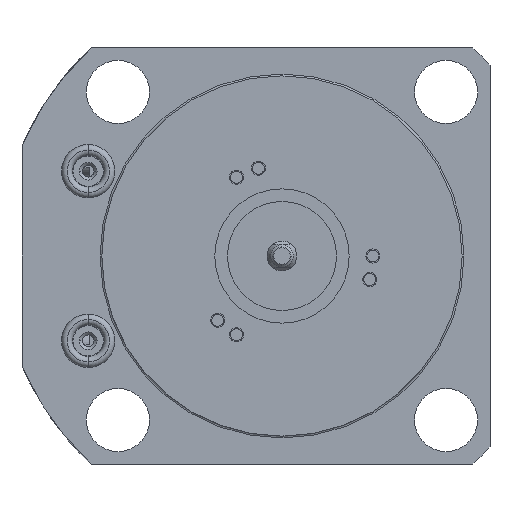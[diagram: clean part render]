
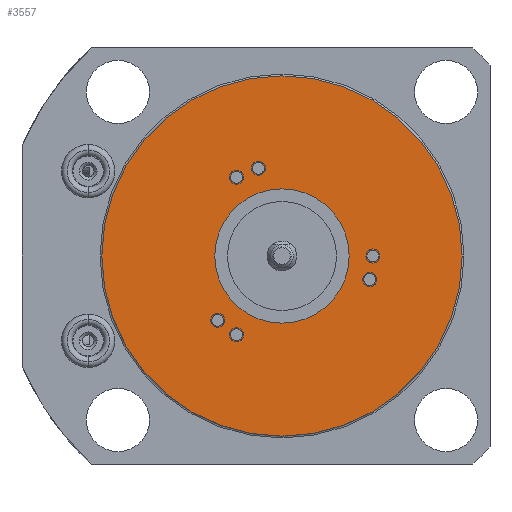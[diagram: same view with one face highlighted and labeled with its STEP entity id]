
A CAD part, front view. The second image highlights one B-rep face of the part: STEP entity #3557.
In plain terms, the highlighted planar face has unit normal (0, -1, 0).
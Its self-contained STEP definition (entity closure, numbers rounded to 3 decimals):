
#1153=CARTESIAN_POINT('',(0.,0.,0.));
#1154=DIRECTION('',(0.,-1.,0.));
#1155=DIRECTION('',(0.,0.,1.));
#1156=AXIS2_PLACEMENT_3D('',#1153,#1154,#1155);
#1158=CARTESIAN_POINT('',(0.,0.,0.));
#1159=DIRECTION('',(0.,-1.,0.));
#1160=DIRECTION('',(0.,0.,-1.));
#1161=AXIS2_PLACEMENT_3D('',#1158,#1159,#1160);
#1173=CARTESIAN_POINT('',(19.431,0.,0.));
#1174=DIRECTION('',(0.,-1.,0.));
#1175=DIRECTION('',(0.,0.,1.));
#1176=AXIS2_PLACEMENT_3D('',#1173,#1174,#1175);
#1178=CARTESIAN_POINT('',(19.431,0.,0.));
#1179=DIRECTION('',(0.,-1.,0.));
#1180=DIRECTION('',(0.,0.,-1.));
#1181=AXIS2_PLACEMENT_3D('',#1178,#1179,#1180);
#1183=CARTESIAN_POINT('',(18.769,0.,-5.029));
#1184=DIRECTION('',(0.,-1.,0.));
#1185=DIRECTION('',(0.,0.,1.));
#1186=AXIS2_PLACEMENT_3D('',#1183,#1184,#1185);
#1188=CARTESIAN_POINT('',(18.769,0.,-5.029));
#1189=DIRECTION('',(0.,-1.,0.));
#1190=DIRECTION('',(0.,0.,-1.));
#1191=AXIS2_PLACEMENT_3D('',#1188,#1189,#1190);
#1193=CARTESIAN_POINT('',(-9.716,0.,16.828));
#1194=DIRECTION('',(0.,-1.,0.));
#1195=DIRECTION('',(0.,0.,1.));
#1196=AXIS2_PLACEMENT_3D('',#1193,#1194,#1195);
#1198=CARTESIAN_POINT('',(-9.716,0.,16.828));
#1199=DIRECTION('',(0.,-1.,0.));
#1200=DIRECTION('',(0.,0.,-1.));
#1201=AXIS2_PLACEMENT_3D('',#1198,#1199,#1200);
#1203=CARTESIAN_POINT('',(-5.029,0.,18.769));
#1204=DIRECTION('',(0.,-1.,0.));
#1205=DIRECTION('',(0.,0.,1.));
#1206=AXIS2_PLACEMENT_3D('',#1203,#1204,#1205);
#1208=CARTESIAN_POINT('',(-5.029,0.,18.769));
#1209=DIRECTION('',(0.,-1.,0.));
#1210=DIRECTION('',(0.,0.,-1.));
#1211=AXIS2_PLACEMENT_3D('',#1208,#1209,#1210);
#1213=CARTESIAN_POINT('',(-9.716,0.,-16.828));
#1214=DIRECTION('',(0.,-1.,0.));
#1215=DIRECTION('',(0.,0.,1.));
#1216=AXIS2_PLACEMENT_3D('',#1213,#1214,#1215);
#1218=CARTESIAN_POINT('',(-9.716,0.,-16.828));
#1219=DIRECTION('',(0.,-1.,0.));
#1220=DIRECTION('',(0.,0.,-1.));
#1221=AXIS2_PLACEMENT_3D('',#1218,#1219,#1220);
#1223=CARTESIAN_POINT('',(-13.74,0.,-13.74));
#1224=DIRECTION('',(0.,-1.,0.));
#1225=DIRECTION('',(0.,0.,1.));
#1226=AXIS2_PLACEMENT_3D('',#1223,#1224,#1225);
#1228=CARTESIAN_POINT('',(-13.74,0.,-13.74));
#1229=DIRECTION('',(0.,-1.,0.));
#1230=DIRECTION('',(0.,0.,-1.));
#1231=AXIS2_PLACEMENT_3D('',#1228,#1229,#1230);
#1243=CARTESIAN_POINT('',(0.,0.,0.));
#1244=DIRECTION('',(0.,1.,0.));
#1245=DIRECTION('',(0.,0.,1.));
#1246=AXIS2_PLACEMENT_3D('',#1243,#1244,#1245);
#1248=CARTESIAN_POINT('',(0.,0.,0.));
#1249=DIRECTION('',(0.,1.,0.));
#1250=DIRECTION('',(0.,0.,-1.));
#1251=AXIS2_PLACEMENT_3D('',#1248,#1249,#1250);
#1805=CARTESIAN_POINT('',(0.,0.,38.494));
#1806=CARTESIAN_POINT('',(0.,0.,-38.494));
#1807=VERTEX_POINT('',#1805);
#1808=VERTEX_POINT('',#1806);
#2173=CARTESIAN_POINT('',(19.431,0.,1.27));
#2174=CARTESIAN_POINT('',(19.431,0.,-1.27));
#2175=VERTEX_POINT('',#2173);
#2176=VERTEX_POINT('',#2174);
#2177=CARTESIAN_POINT('',(18.769,0.,-3.759));
#2178=CARTESIAN_POINT('',(18.769,0.,-6.299));
#2179=VERTEX_POINT('',#2177);
#2180=VERTEX_POINT('',#2178);
#2181=CARTESIAN_POINT('',(-9.716,0.,18.098));
#2182=CARTESIAN_POINT('',(-9.716,0.,15.558));
#2183=VERTEX_POINT('',#2181);
#2184=VERTEX_POINT('',#2182);
#2185=CARTESIAN_POINT('',(-5.029,0.,20.039));
#2186=CARTESIAN_POINT('',(-5.029,0.,17.499));
#2187=VERTEX_POINT('',#2185);
#2188=VERTEX_POINT('',#2186);
#2189=CARTESIAN_POINT('',(-9.716,0.,-15.558));
#2190=CARTESIAN_POINT('',(-9.716,0.,-18.098));
#2191=VERTEX_POINT('',#2189);
#2192=VERTEX_POINT('',#2190);
#2193=CARTESIAN_POINT('',(-13.74,0.,-12.47));
#2194=CARTESIAN_POINT('',(-13.74,0.,-15.01));
#2195=VERTEX_POINT('',#2193);
#2196=VERTEX_POINT('',#2194);
#2209=CARTESIAN_POINT('',(0.,0.,14.351));
#2210=CARTESIAN_POINT('',(0.,0.,-14.351));
#2211=VERTEX_POINT('',#2209);
#2212=VERTEX_POINT('',#2210);
#3506=CARTESIAN_POINT('',(0.,0.,0.));
#3507=DIRECTION('',(0.,1.,0.));
#3508=DIRECTION('',(0.,0.,1.));
#3509=AXIS2_PLACEMENT_3D('',#3506,#3507,#3508);
#3510=PLANE('',#3509);
#3511=ORIENTED_EDGE('',*,*,#3486,.F.);
#3512=ORIENTED_EDGE('',*,*,#3500,.F.);
#3513=EDGE_LOOP('',(#3511,#3512));
#3514=FACE_OUTER_BOUND('',#3513,.F.);
#3516=ORIENTED_EDGE('',*,*,#3515,.T.);
#3518=ORIENTED_EDGE('',*,*,#3517,.T.);
#3519=EDGE_LOOP('',(#3516,#3518));
#3520=FACE_BOUND('',#3519,.F.);
#3522=ORIENTED_EDGE('',*,*,#3521,.T.);
#3524=ORIENTED_EDGE('',*,*,#3523,.T.);
#3525=EDGE_LOOP('',(#3522,#3524));
#3526=FACE_BOUND('',#3525,.F.);
#3528=ORIENTED_EDGE('',*,*,#3527,.T.);
#3530=ORIENTED_EDGE('',*,*,#3529,.T.);
#3531=EDGE_LOOP('',(#3528,#3530));
#3532=FACE_BOUND('',#3531,.F.);
#3534=ORIENTED_EDGE('',*,*,#3533,.T.);
#3536=ORIENTED_EDGE('',*,*,#3535,.T.);
#3537=EDGE_LOOP('',(#3534,#3536));
#3538=FACE_BOUND('',#3537,.F.);
#3540=ORIENTED_EDGE('',*,*,#3539,.T.);
#3542=ORIENTED_EDGE('',*,*,#3541,.T.);
#3543=EDGE_LOOP('',(#3540,#3542));
#3544=FACE_BOUND('',#3543,.F.);
#3546=ORIENTED_EDGE('',*,*,#3545,.T.);
#3548=ORIENTED_EDGE('',*,*,#3547,.T.);
#3549=EDGE_LOOP('',(#3546,#3548));
#3550=FACE_BOUND('',#3549,.F.);
#3552=ORIENTED_EDGE('',*,*,#3551,.F.);
#3554=ORIENTED_EDGE('',*,*,#3553,.F.);
#3555=EDGE_LOOP('',(#3552,#3554));
#3556=FACE_BOUND('',#3555,.F.);
#1157=CIRCLE('',#1156,38.494);
#1162=CIRCLE('',#1161,38.494);
#1177=CIRCLE('',#1176,1.27);
#1182=CIRCLE('',#1181,1.27);
#1187=CIRCLE('',#1186,1.27);
#1192=CIRCLE('',#1191,1.27);
#1197=CIRCLE('',#1196,1.27);
#1202=CIRCLE('',#1201,1.27);
#1207=CIRCLE('',#1206,1.27);
#1212=CIRCLE('',#1211,1.27);
#1217=CIRCLE('',#1216,1.27);
#1222=CIRCLE('',#1221,1.27);
#1227=CIRCLE('',#1226,1.27);
#1232=CIRCLE('',#1231,1.27);
#1247=CIRCLE('',#1246,14.351);
#1252=CIRCLE('',#1251,14.351);
#3486=EDGE_CURVE('',#1807,#1808,#1157,.T.);
#3500=EDGE_CURVE('',#1808,#1807,#1162,.T.);
#3515=EDGE_CURVE('',#2175,#2176,#1177,.T.);
#3517=EDGE_CURVE('',#2176,#2175,#1182,.T.);
#3521=EDGE_CURVE('',#2179,#2180,#1187,.T.);
#3523=EDGE_CURVE('',#2180,#2179,#1192,.T.);
#3527=EDGE_CURVE('',#2183,#2184,#1197,.T.);
#3529=EDGE_CURVE('',#2184,#2183,#1202,.T.);
#3533=EDGE_CURVE('',#2187,#2188,#1207,.T.);
#3535=EDGE_CURVE('',#2188,#2187,#1212,.T.);
#3539=EDGE_CURVE('',#2191,#2192,#1217,.T.);
#3541=EDGE_CURVE('',#2192,#2191,#1222,.T.);
#3545=EDGE_CURVE('',#2195,#2196,#1227,.T.);
#3547=EDGE_CURVE('',#2196,#2195,#1232,.T.);
#3551=EDGE_CURVE('',#2211,#2212,#1247,.T.);
#3553=EDGE_CURVE('',#2212,#2211,#1252,.T.);
#3557=ADVANCED_FACE('',(#3514,#3520,#3526,#3532,#3538,#3544,#3550,#3556),#3510,
.F.);
